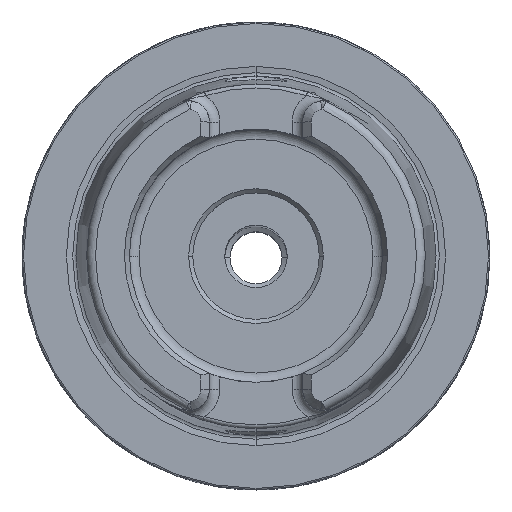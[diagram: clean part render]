
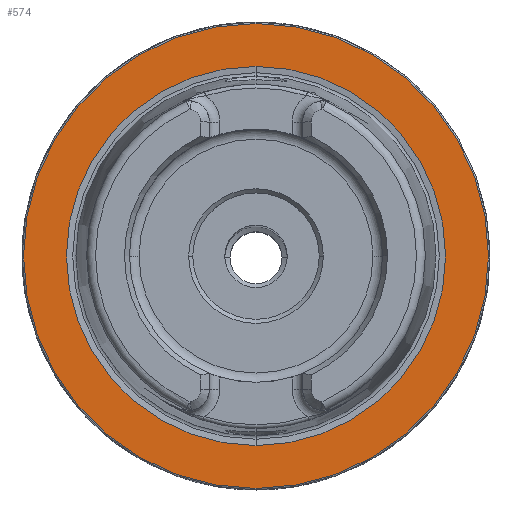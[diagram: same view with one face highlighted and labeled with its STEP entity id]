
A CAD part, top view. The second image highlights one B-rep face of the part: STEP entity #574.
In plain terms, the highlighted planar face has unit normal (0, 0, 1).
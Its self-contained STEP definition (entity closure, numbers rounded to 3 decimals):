
#129 = CIRCLE ( 'NONE', #9738, 25.5 ) ;
#403 = DIRECTION ( 'NONE',  ( 0., 0., 1. ) ) ;
#523 = EDGE_LOOP ( 'NONE', ( #2263, #4248 ) ) ;
#574 = ADVANCED_FACE ( 'NONE', ( #7094, #2593 ), #8730, .T. ) ;
#620 = CARTESIAN_POINT ( 'NONE',  ( 0., 31.27, 0. ) ) ;
#727 = DIRECTION ( 'NONE',  ( 0., 0., -1. ) ) ;
#1908 = ORIENTED_EDGE ( 'NONE', *, *, #8053, .T. ) ;
#2175 = CIRCLE ( 'NONE', #2944, 31.27 ) ;
#2263 = ORIENTED_EDGE ( 'NONE', *, *, #3071, .T. ) ;
#2270 = CARTESIAN_POINT ( 'NONE',  ( 0., 31.47, 0. ) ) ;
#2593 = FACE_BOUND ( 'NONE', #523, .T. ) ;
#2944 = AXIS2_PLACEMENT_3D ( 'NONE', #3067, #3031, #2964 ) ;
#2964 = DIRECTION ( 'NONE',  ( 0., -1., 0. ) ) ;
#3031 = DIRECTION ( 'NONE',  ( 0., 0., 1. ) ) ;
#3067 = CARTESIAN_POINT ( 'NONE',  ( 0., 0., 0. ) ) ;
#3071 = EDGE_CURVE ( 'NONE', #9759, #7159, #129, .T. ) ;
#3374 = CARTESIAN_POINT ( 'NONE',  ( 0., -31.27, 0. ) ) ;
#3434 = CARTESIAN_POINT ( 'NONE',  ( 0., 0., 0. ) ) ;
#3444 = EDGE_CURVE ( 'NONE', #8134, #8269, #2175, .T. ) ;
#3727 = AXIS2_PLACEMENT_3D ( 'NONE', #2270, #10162, #4737 ) ;
#4248 = ORIENTED_EDGE ( 'NONE', *, *, #5948, .T. ) ;
#4309 = DIRECTION ( 'NONE',  ( 0., 1., 0. ) ) ;
#4737 = DIRECTION ( 'NONE',  ( 0., -1., 0. ) ) ;
#4772 = CARTESIAN_POINT ( 'NONE',  ( 0., -25.5, 0. ) ) ;
#5229 = CIRCLE ( 'NONE', #9481, 31.27 ) ;
#5516 = CARTESIAN_POINT ( 'NONE',  ( 0., 0., 0. ) ) ;
#5948 = EDGE_CURVE ( 'NONE', #7159, #9759, #6368, .T. ) ;
#6368 = CIRCLE ( 'NONE', #8738, 25.5 ) ;
#6371 = DIRECTION ( 'NONE',  ( 0., -1., 0. ) ) ;
#7094 = FACE_OUTER_BOUND ( 'NONE', #9374, .T. ) ;
#7159 = VERTEX_POINT ( 'NONE', #8974 ) ;
#8053 = EDGE_CURVE ( 'NONE', #8269, #8134, #5229, .T. ) ;
#8134 = VERTEX_POINT ( 'NONE', #620 ) ;
#8269 = VERTEX_POINT ( 'NONE', #3374 ) ;
#8730 = PLANE ( 'NONE',  #3727 ) ;
#8738 = AXIS2_PLACEMENT_3D ( 'NONE', #3434, #9471, #4309 ) ;
#8974 = CARTESIAN_POINT ( 'NONE',  ( 0., 25.5, 0. ) ) ;
#9374 = EDGE_LOOP ( 'NONE', ( #1908, #10263 ) ) ;
#9394 = CARTESIAN_POINT ( 'NONE',  ( 0., 0., 0. ) ) ;
#9471 = DIRECTION ( 'NONE',  ( 0., 0., -1. ) ) ;
#9481 = AXIS2_PLACEMENT_3D ( 'NONE', #5516, #403, #6371 ) ;
#9738 = AXIS2_PLACEMENT_3D ( 'NONE', #9394, #727, #10634 ) ;
#9759 = VERTEX_POINT ( 'NONE', #4772 ) ;
#10162 = DIRECTION ( 'NONE',  ( 0., 0., 1. ) ) ;
#10263 = ORIENTED_EDGE ( 'NONE', *, *, #3444, .T. ) ;
#10634 = DIRECTION ( 'NONE',  ( 0., 1., 0. ) ) ;
